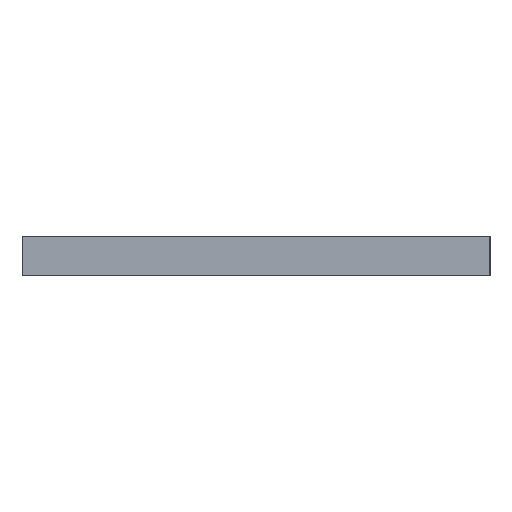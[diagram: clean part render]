
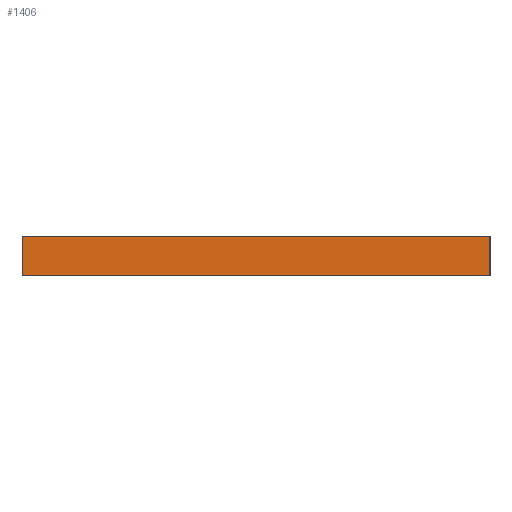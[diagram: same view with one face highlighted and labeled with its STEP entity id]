
A CAD part, left-side view. The second image highlights one B-rep face of the part: STEP entity #1406.
In plain terms, the highlighted planar face has unit normal (-1, 0, 0).
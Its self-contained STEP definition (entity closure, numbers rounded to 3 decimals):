
#39 = EDGE_LOOP ( 'NONE', ( #1550, #1317, #1730, #2271 ) ) ;
#48 = FACE_OUTER_BOUND ( 'NONE', #39, .T. ) ;
#86 = LINE ( 'NONE', #99, #2080 ) ;
#99 = CARTESIAN_POINT ( 'NONE',  ( -94., -24., 4. ) ) ;
#104 = EDGE_CURVE ( 'NONE', #370, #266, #1136, .T. ) ;
#107 = CARTESIAN_POINT ( 'NONE',  ( -94., -24., 4. ) ) ;
#139 = CARTESIAN_POINT ( 'NONE',  ( -94., -24., 4. ) ) ;
#266 = VERTEX_POINT ( 'NONE', #324 ) ;
#324 = CARTESIAN_POINT ( 'NONE',  ( -94., -24., 0. ) ) ;
#370 = VERTEX_POINT ( 'NONE', #1527 ) ;
#447 = CARTESIAN_POINT ( 'NONE',  ( -94., -24., 4. ) ) ;
#601 = DIRECTION ( 'NONE',  ( 0., -1., 0. ) ) ;
#669 = EDGE_CURVE ( 'NONE', #1024, #1604, #1283, .T. ) ;
#702 = VECTOR ( 'NONE', #1231, 1000. ) ;
#1024 = VERTEX_POINT ( 'NONE', #1521 ) ;
#1136 = LINE ( 'NONE', #1566, #1450 ) ;
#1231 = DIRECTION ( 'NONE',  ( 0., 0., -1. ) ) ;
#1283 = LINE ( 'NONE', #447, #1345 ) ;
#1317 = ORIENTED_EDGE ( 'NONE', *, *, #1901, .F. ) ;
#1345 = VECTOR ( 'NONE', #1808, 1000. ) ;
#1367 = EDGE_CURVE ( 'NONE', #1024, #370, #2106, .T. ) ;
#1406 = ADVANCED_FACE ( 'NONE', ( #48 ), #1829, .F. ) ;
#1450 = VECTOR ( 'NONE', #601, 1000. ) ;
#1462 = DIRECTION ( 'NONE',  ( 0., 0., -1. ) ) ;
#1521 = CARTESIAN_POINT ( 'NONE',  ( -94., 24., 4. ) ) ;
#1527 = CARTESIAN_POINT ( 'NONE',  ( -94., 24., 0. ) ) ;
#1550 = ORIENTED_EDGE ( 'NONE', *, *, #104, .T. ) ;
#1566 = CARTESIAN_POINT ( 'NONE',  ( -94., -24., 0. ) ) ;
#1604 = VERTEX_POINT ( 'NONE', #107 ) ;
#1696 = AXIS2_PLACEMENT_3D ( 'NONE', #139, #2386, #1462 ) ;
#1730 = ORIENTED_EDGE ( 'NONE', *, *, #669, .F. ) ;
#1760 = DIRECTION ( 'NONE',  ( 0., 0., -1. ) ) ;
#1808 = DIRECTION ( 'NONE',  ( 0., -1., 0. ) ) ;
#1829 = PLANE ( 'NONE',  #1696 ) ;
#1901 = EDGE_CURVE ( 'NONE', #1604, #266, #86, .T. ) ;
#2080 = VECTOR ( 'NONE', #1760, 1000. ) ;
#2106 = LINE ( 'NONE', #2188, #702 ) ;
#2188 = CARTESIAN_POINT ( 'NONE',  ( -94., 24., 4. ) ) ;
#2271 = ORIENTED_EDGE ( 'NONE', *, *, #1367, .T. ) ;
#2386 = DIRECTION ( 'NONE',  ( 1., 0., 0. ) ) ;
